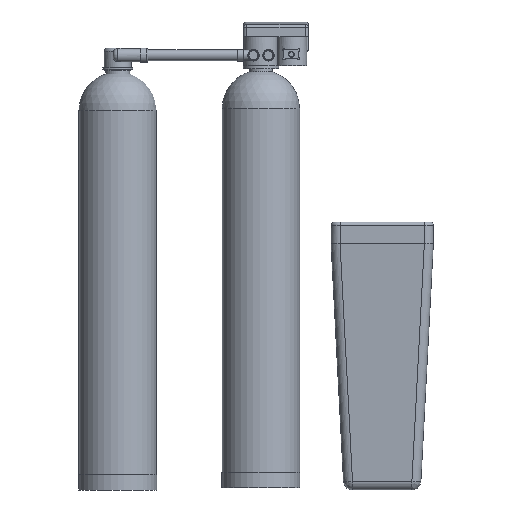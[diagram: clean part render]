
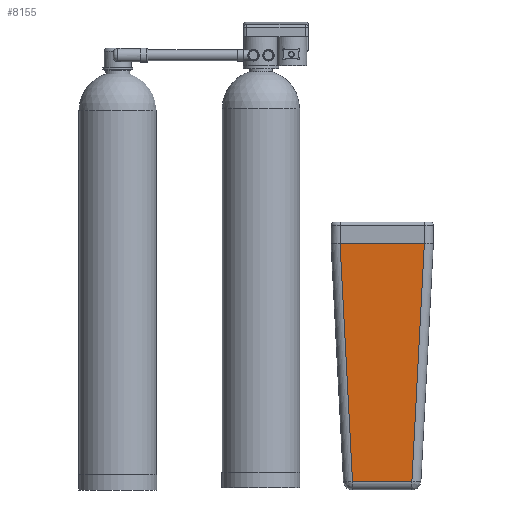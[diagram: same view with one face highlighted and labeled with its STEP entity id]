
A CAD part, front view. The second image highlights one B-rep face of the part: STEP entity #8155.
In plain terms, the highlighted planar face has unit normal (0, -0.999, -0.052).
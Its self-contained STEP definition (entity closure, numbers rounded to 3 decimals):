
#8155=ADVANCED_FACE('',(#15934),#15936,.T.);
#15934=FACE_BOUND('',#15935,.T.);
#15935=EDGE_LOOP('',(#20674,#20675,#20676,#20677));
#15936=PLANE('',#15937);
#15937=AXIS2_PLACEMENT_3D('',#15938,#15939,#15940);
#15938=CARTESIAN_POINT('',(-127.026,-127.026,-820.));
#15939=DIRECTION('',(0.,-0.999,-0.052));
#15940=DIRECTION('',(1.,0.,0.));
#20674=ORIENTED_EDGE('',*,*,#23009,.F.);
#20675=ORIENTED_EDGE('',*,*,#22999,.F.);
#20676=ORIENTED_EDGE('',*,*,#22993,.T.);
#20677=ORIENTED_EDGE('',*,*,#22990,.T.);
#22990=EDGE_CURVE('',#26856,#26854,#26857,.T.);
#22993=EDGE_CURVE('',#26860,#26856,#26861,.T.);
#22999=EDGE_CURVE('',#26860,#26865,#26868,.T.);
#23009=EDGE_CURVE('',#26865,#26854,#26880,.T.);
#26854=VERTEX_POINT('',#50076);
#26856=VERTEX_POINT('',#50108);
#26857=LINE('',#50109,#50110);
#26860=VERTEX_POINT('',#50120);
#26861=LINE('',#50121,#50122);
#26865=VERTEX_POINT('',#50136);
#26868=LINE('',#50172,#50173);
#26880=LINE('',#50210,#50211);
#50076=CARTESIAN_POINT('',(140.041,-170.,0.));
#50108=CARTESIAN_POINT('',(98.557,-128.516,-791.57));
#50109=CARTESIAN_POINT('',(98.557,-128.516,-791.57));
#50110=VECTOR('',#50111,1.);
#50111=DIRECTION('',(0.052,-0.052,0.997));
#50120=CARTESIAN_POINT('',(-98.557,-128.516,-791.57));
#50121=CARTESIAN_POINT('',(-98.557,-128.516,-791.57));
#50122=VECTOR('',#50123,1.);
#50123=DIRECTION('',(1.,0.,0.));
#50136=CARTESIAN_POINT('',(-140.041,-170.,0.));
#50172=CARTESIAN_POINT('',(-98.557,-128.516,-791.57));
#50173=VECTOR('',#50174,1.);
#50174=DIRECTION('',(-0.052,-0.052,0.997));
#50210=CARTESIAN_POINT('',(-140.041,-170.,0.));
#50211=VECTOR('',#50212,1.);
#50212=DIRECTION('',(1.,0.,0.));
